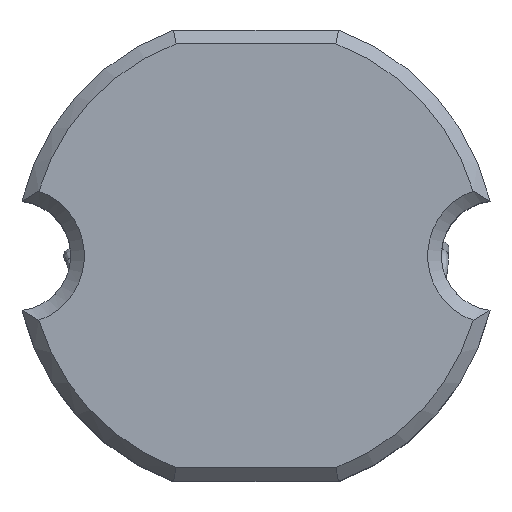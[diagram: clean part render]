
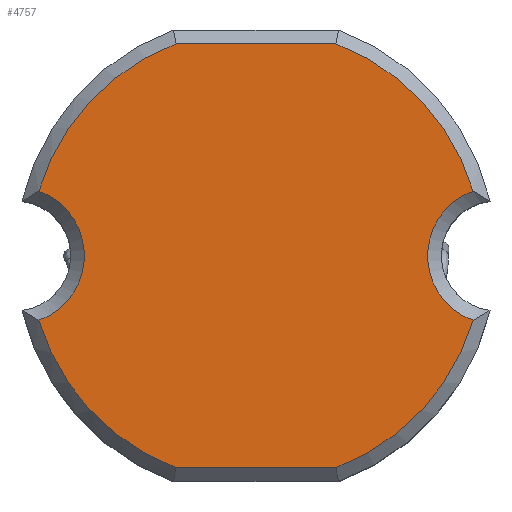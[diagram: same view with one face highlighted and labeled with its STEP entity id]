
A CAD part, top view. The second image highlights one B-rep face of the part: STEP entity #4757.
In plain terms, the highlighted planar face has unit normal (0, 0, 1).
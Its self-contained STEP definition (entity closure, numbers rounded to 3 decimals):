
#4757=ADVANCED_FACE('',(#4758),#4830,.T.);
#4758=FACE_BOUND('',#4759,.T.);
#4759=EDGE_LOOP('',(#4760,#4770,#4779,#4788,#4797,#4805,#4814,#4823));
#4760=ORIENTED_EDGE('',*,*,#4761,.T.);
#4761=EDGE_CURVE('',#4762,#4764,#4766,.T.);
#4762=VERTEX_POINT('',#4763);
#4763=CARTESIAN_POINT('',(0.582,1.544,2.3));
#4764=VERTEX_POINT('',#4765);
#4765=CARTESIAN_POINT('',(-0.582,1.544,2.3));
#4766=LINE('',#4767,#4768);
#4767=CARTESIAN_POINT('',(-1.75,1.544,2.3));
#4768=VECTOR('',#4769,1.0);
#4769=DIRECTION('',(-1.0,0.,0.0));
#4770=ORIENTED_EDGE('',*,*,#4771,.T.);
#4771=EDGE_CURVE('',#4764,#4772,#4774,.T.);
#4772=VERTEX_POINT('',#4773);
#4773=CARTESIAN_POINT('',(-1.581,0.471,2.3));
#4774=CIRCLE('',#4775,1.65);
#4775=AXIS2_PLACEMENT_3D('',#4776,#4777,#4778);
#4776=CARTESIAN_POINT('',(0.0,0.0,2.3));
#4777=DIRECTION('',(0.0,0.0,1.0));
#4778=DIRECTION('',(1.0,0.0,0.0));
#4779=ORIENTED_EDGE('',*,*,#4780,.T.);
#4780=EDGE_CURVE('',#4772,#4781,#4783,.T.);
#4781=VERTEX_POINT('',#4782);
#4782=CARTESIAN_POINT('',(-1.581,-0.471,2.3));
#4783=CIRCLE('',#4784,0.5);
#4784=AXIS2_PLACEMENT_3D('',#4785,#4786,#4787);
#4785=CARTESIAN_POINT('',(-1.75,0.0,2.3));
#4786=DIRECTION('',(0.0,0.0,-1.0));
#4787=DIRECTION('',(1.0,0.0,0.0));
#4788=ORIENTED_EDGE('',*,*,#4789,.T.);
#4789=EDGE_CURVE('',#4781,#4790,#4792,.T.);
#4790=VERTEX_POINT('',#4791);
#4791=CARTESIAN_POINT('',(-0.582,-1.544,2.3));
#4792=CIRCLE('',#4793,1.65);
#4793=AXIS2_PLACEMENT_3D('',#4794,#4795,#4796);
#4794=CARTESIAN_POINT('',(0.0,0.0,2.3));
#4795=DIRECTION('',(0.0,0.0,1.0));
#4796=DIRECTION('',(1.0,0.0,0.0));
#4797=ORIENTED_EDGE('',*,*,#4798,.T.);
#4798=EDGE_CURVE('',#4790,#4799,#4801,.T.);
#4799=VERTEX_POINT('',#4800);
#4800=CARTESIAN_POINT('',(0.582,-1.544,2.3));
#4801=LINE('',#4802,#4803);
#4802=CARTESIAN_POINT('',(-1.75,-1.544,2.3));
#4803=VECTOR('',#4804,1.0);
#4804=DIRECTION('',(1.0,0.,0.0));
#4805=ORIENTED_EDGE('',*,*,#4806,.T.);
#4806=EDGE_CURVE('',#4799,#4807,#4809,.T.);
#4807=VERTEX_POINT('',#4808);
#4808=CARTESIAN_POINT('',(1.581,-0.471,2.3));
#4809=CIRCLE('',#4810,1.65);
#4810=AXIS2_PLACEMENT_3D('',#4811,#4812,#4813);
#4811=CARTESIAN_POINT('',(0.0,0.0,2.3));
#4812=DIRECTION('',(0.0,0.0,1.0));
#4813=DIRECTION('',(1.0,0.0,0.0));
#4814=ORIENTED_EDGE('',*,*,#4815,.T.);
#4815=EDGE_CURVE('',#4807,#4816,#4818,.T.);
#4816=VERTEX_POINT('',#4817);
#4817=CARTESIAN_POINT('',(1.581,0.471,2.3));
#4818=CIRCLE('',#4819,0.5);
#4819=AXIS2_PLACEMENT_3D('',#4820,#4821,#4822);
#4820=CARTESIAN_POINT('',(1.75,0.,2.3));
#4821=DIRECTION('',(0.0,0.0,-1.0));
#4822=DIRECTION('',(1.0,0.0,0.0));
#4823=ORIENTED_EDGE('',*,*,#4824,.T.);
#4824=EDGE_CURVE('',#4816,#4762,#4825,.T.);
#4825=CIRCLE('',#4826,1.65);
#4826=AXIS2_PLACEMENT_3D('',#4827,#4828,#4829);
#4827=CARTESIAN_POINT('',(0.0,0.0,2.3));
#4828=DIRECTION('',(0.0,0.0,1.0));
#4829=DIRECTION('',(1.0,0.0,0.0));
#4830=PLANE('',#4831);
#4831=AXIS2_PLACEMENT_3D('',#4832,#4833,#4834);
#4832=CARTESIAN_POINT('',(-1.75,0.0,2.3));
#4833=DIRECTION('',(0.0,0.0,1.0));
#4834=DIRECTION('',(1.0,0.0,0.0));
